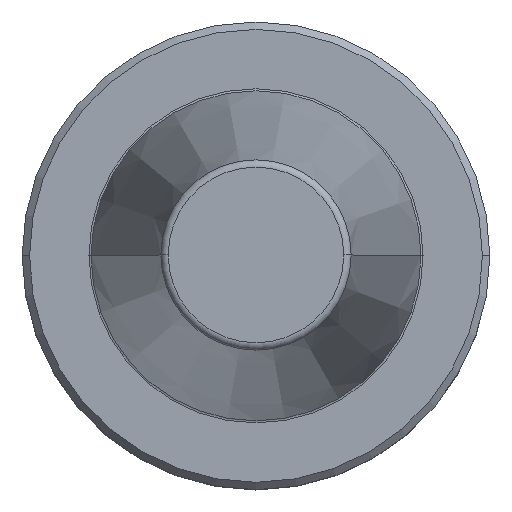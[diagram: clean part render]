
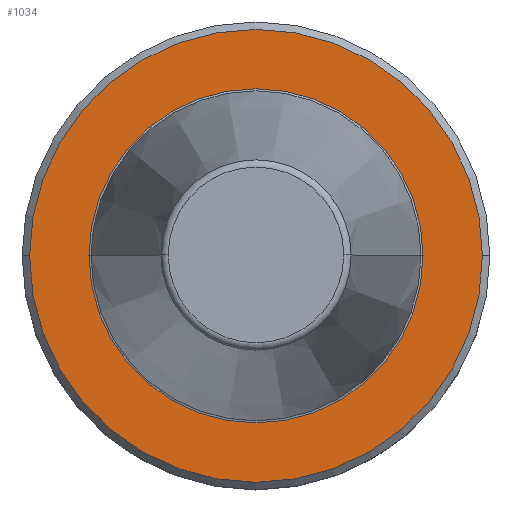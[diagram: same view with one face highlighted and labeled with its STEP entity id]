
A CAD part, top view. The second image highlights one B-rep face of the part: STEP entity #1034.
In plain terms, the highlighted planar face has unit normal (0, 0, 1).
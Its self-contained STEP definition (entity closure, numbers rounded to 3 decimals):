
#95 = EDGE_CURVE ( 'NONE', #844, #288, #708, .T. ) ;
#126 = DIRECTION ( 'NONE',  ( 0., 0., 1. ) ) ;
#217 = CARTESIAN_POINT ( 'NONE',  ( 22.5, 0., -2. ) ) ;
#219 = EDGE_LOOP ( 'NONE', ( #733, #485 ) ) ;
#266 = FACE_OUTER_BOUND ( 'NONE', #900, .T. ) ;
#270 = CARTESIAN_POINT ( 'NONE',  ( 0., 0., -2. ) ) ;
#288 = VERTEX_POINT ( 'NONE', #601 ) ;
#337 = EDGE_CURVE ( 'NONE', #288, #844, #884, .T. ) ;
#366 = CARTESIAN_POINT ( 'NONE',  ( 0., 30.5, -2. ) ) ;
#368 = DIRECTION ( 'NONE',  ( 1., 0., 0. ) ) ;
#479 = PLANE ( 'NONE',  #949 ) ;
#485 = ORIENTED_EDGE ( 'NONE', *, *, #710, .F. ) ;
#547 = DIRECTION ( 'NONE',  ( 0., 0., 1. ) ) ;
#561 = DIRECTION ( 'NONE',  ( 0., 0., 1. ) ) ;
#575 = DIRECTION ( 'NONE',  ( -1., 0., 0. ) ) ;
#601 = CARTESIAN_POINT ( 'NONE',  ( -30.5, 0., -2. ) ) ;
#708 = CIRCLE ( 'NONE', #735, 30.5 ) ;
#710 = EDGE_CURVE ( 'NONE', #882, #908, #995, .T. ) ;
#720 = CARTESIAN_POINT ( 'NONE',  ( 30.5, 0., -2. ) ) ;
#733 = ORIENTED_EDGE ( 'NONE', *, *, #973, .F. ) ;
#735 = AXIS2_PLACEMENT_3D ( 'NONE', #270, #879, #368 ) ;
#736 = CARTESIAN_POINT ( 'NONE',  ( 0., 0., -2. ) ) ;
#839 = DIRECTION ( 'NONE',  ( 1., 0., 0. ) ) ;
#844 = VERTEX_POINT ( 'NONE', #720 ) ;
#879 = DIRECTION ( 'NONE',  ( 0., 0., 1. ) ) ;
#882 = VERTEX_POINT ( 'NONE', #1002 ) ;
#884 = CIRCLE ( 'NONE', #1224, 30.5 ) ;
#900 = EDGE_LOOP ( 'NONE', ( #939, #986 ) ) ;
#908 = VERTEX_POINT ( 'NONE', #217 ) ;
#928 = AXIS2_PLACEMENT_3D ( 'NONE', #1153, #561, #1249 ) ;
#939 = ORIENTED_EDGE ( 'NONE', *, *, #337, .T. ) ;
#949 = AXIS2_PLACEMENT_3D ( 'NONE', #366, #1161, #575 ) ;
#973 = EDGE_CURVE ( 'NONE', #908, #882, #1017, .T. ) ;
#986 = ORIENTED_EDGE ( 'NONE', *, *, #95, .T. ) ;
#994 = FACE_BOUND ( 'NONE', #219, .T. ) ;
#995 = CIRCLE ( 'NONE', #1073, 22.5 ) ;
#1002 = CARTESIAN_POINT ( 'NONE',  ( -22.5, 0., -2. ) ) ;
#1017 = CIRCLE ( 'NONE', #928, 22.5 ) ;
#1034 = ADVANCED_FACE ( 'NONE', ( #994, #266 ), #479, .F. ) ;
#1073 = AXIS2_PLACEMENT_3D ( 'NONE', #736, #126, #839 ) ;
#1139 = CARTESIAN_POINT ( 'NONE',  ( 0., 0., -2. ) ) ;
#1153 = CARTESIAN_POINT ( 'NONE',  ( 0., 0., -2. ) ) ;
#1161 = DIRECTION ( 'NONE',  ( 0., 0., -1. ) ) ;
#1224 = AXIS2_PLACEMENT_3D ( 'NONE', #1139, #547, #1235 ) ;
#1235 = DIRECTION ( 'NONE',  ( 1., 0., 0. ) ) ;
#1249 = DIRECTION ( 'NONE',  ( 1., 0., 0. ) ) ;
